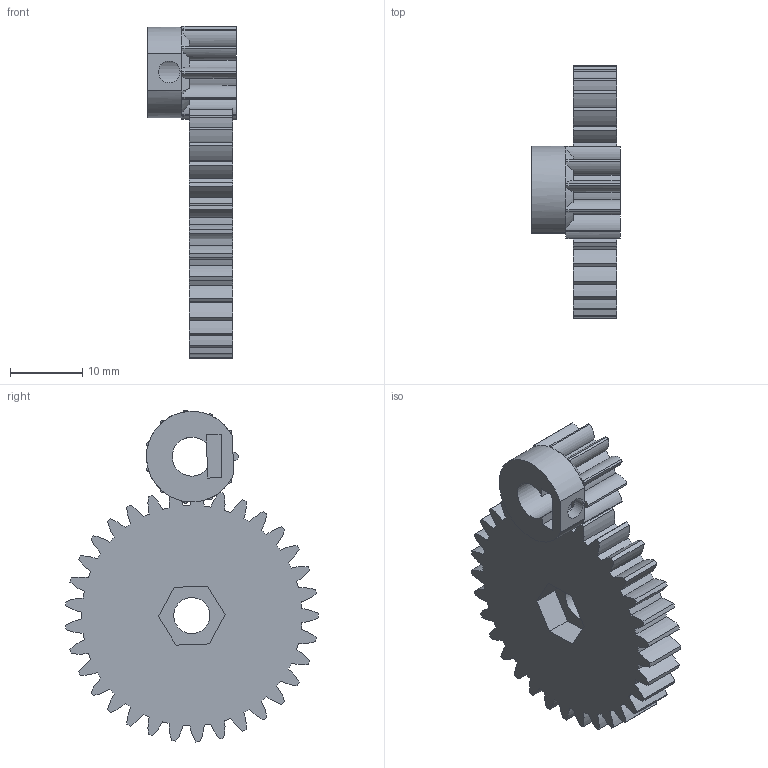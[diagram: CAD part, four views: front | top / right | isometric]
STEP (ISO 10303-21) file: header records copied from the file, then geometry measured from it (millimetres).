
FILE_DESCRIPTION(/* description */ (''),/* implementation_level */ '2;1');
FILE_NAME(/* name */ 'NSTT GEARS Javi v1.step',/* time_stamp */ '2021-02-16T18:09:29-03:00',/* author */ (''),/* organization */ (''),/* preprocessor_version */ 'ST-DEVELOPER v18.1',/* originating_system */ 'Autodesk Translation Framework v9.7.1.1290',/* authorisation */ '');
FILE_SCHEMA (('AUTOMOTIVE_DESIGN { 1 0 10303 214 3 1 1 }'));
Length unit declared in the file: millimetre
Products named in the file (1): NSTT GEARS Javi
Bounding box: 12.23 x 34.95 x 45.95 mm (x, y, z)
Volume: 5687.5 mm3; surface area: 4156.8 mm2
Topology: 2 solids, 2 shells, 240 faces, 681 edges, 446 vertices
Faces by surface type: cylinder 182, plane 44, cone 14
Full cylindrical faces by diameter (mm): 3 x1, 5 x1, 5.4 x1, 6.4 x1
Entity records: 8128 total; most frequent: DIRECTION 1565, CARTESIAN_POINT 1472, ORIENTED_EDGE 1362, EDGE_CURVE 681, AXIS2_PLACEMENT_3D 665, VERTEX_POINT 446, CIRCLE 420, EDGE_LOOP 247
